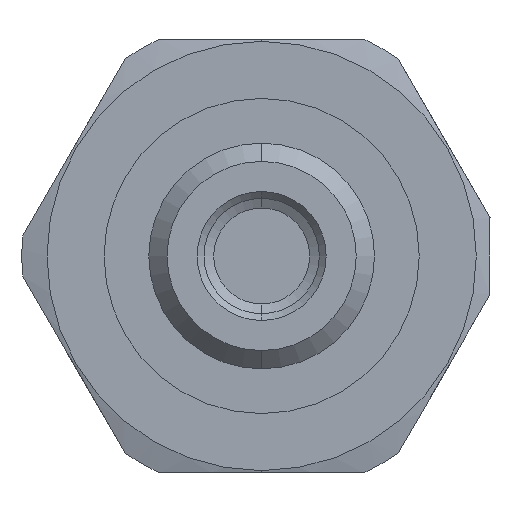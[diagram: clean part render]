
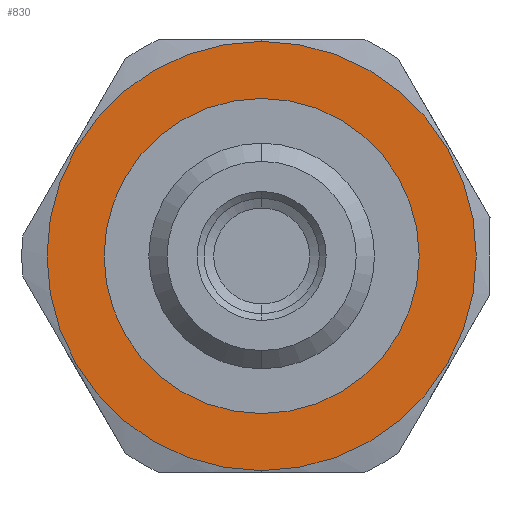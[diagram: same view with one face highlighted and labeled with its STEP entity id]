
A CAD part, front view. The second image highlights one B-rep face of the part: STEP entity #830.
In plain terms, the highlighted planar face has unit normal (0, -1, 0).
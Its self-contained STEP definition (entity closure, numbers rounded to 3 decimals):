
#830 = ADVANCED_FACE ( 'NONE', ( #11019, #2599 ), #14242, .T. ) ;
#1288 = CIRCLE ( 'NONE', #2421, 6.9 ) ;
#1393 = CARTESIAN_POINT ( 'NONE',  ( 0., 11.1, -9.4 ) ) ;
#1820 = EDGE_CURVE ( 'NONE', #9583, #7255, #1288, .T. ) ;
#1861 = CIRCLE ( 'NONE', #7262, 6.9 ) ;
#2421 = AXIS2_PLACEMENT_3D ( 'NONE', #12892, #6103, #14046 ) ;
#2545 = DIRECTION ( 'NONE',  ( 0., -1., 0. ) ) ;
#2599 = FACE_BOUND ( 'NONE', #12328, .T. ) ;
#2794 = CARTESIAN_POINT ( 'NONE',  ( 6.9, 11.1, 0. ) ) ;
#3000 = CARTESIAN_POINT ( 'NONE',  ( 0., 11.1, 6.9 ) ) ;
#3773 = EDGE_CURVE ( 'NONE', #9667, #6693, #12742, .T. ) ;
#4321 = AXIS2_PLACEMENT_3D ( 'NONE', #6683, #14633, #7800 ) ;
#5608 = DIRECTION ( 'NONE',  ( 0., -1., 0. ) ) ;
#6056 = AXIS2_PLACEMENT_3D ( 'NONE', #9423, #2545, #10570 ) ;
#6067 = EDGE_CURVE ( 'NONE', #6693, #9667, #11277, .T. ) ;
#6103 = DIRECTION ( 'NONE',  ( 0., -1., 0. ) ) ;
#6683 = CARTESIAN_POINT ( 'NONE',  ( 0., 11.1, 0. ) ) ;
#6693 = VERTEX_POINT ( 'NONE', #1393 ) ;
#7255 = VERTEX_POINT ( 'NONE', #8339 ) ;
#7262 = AXIS2_PLACEMENT_3D ( 'NONE', #12389, #5608, #13520 ) ;
#7429 = AXIS2_PLACEMENT_3D ( 'NONE', #2794, #14603, #7773 ) ;
#7477 = EDGE_LOOP ( 'NONE', ( #12074, #8585 ) ) ;
#7660 = CARTESIAN_POINT ( 'NONE',  ( 0., 11.1, 9.4 ) ) ;
#7773 = DIRECTION ( 'NONE',  ( 0., 0., -1. ) ) ;
#7800 = DIRECTION ( 'NONE',  ( 0., 0., -1. ) ) ;
#8339 = CARTESIAN_POINT ( 'NONE',  ( 0., 11.1, -6.9 ) ) ;
#8585 = ORIENTED_EDGE ( 'NONE', *, *, #6067, .T. ) ;
#9423 = CARTESIAN_POINT ( 'NONE',  ( 0., 11.1, 0. ) ) ;
#9583 = VERTEX_POINT ( 'NONE', #3000 ) ;
#9667 = VERTEX_POINT ( 'NONE', #7660 ) ;
#10012 = EDGE_CURVE ( 'NONE', #7255, #9583, #1861, .T. ) ;
#10570 = DIRECTION ( 'NONE',  ( 0., 0., -1. ) ) ;
#11019 = FACE_OUTER_BOUND ( 'NONE', #7477, .T. ) ;
#11277 = CIRCLE ( 'NONE', #4321, 9.4 ) ;
#12074 = ORIENTED_EDGE ( 'NONE', *, *, #3773, .T. ) ;
#12328 = EDGE_LOOP ( 'NONE', ( #13541, #13024 ) ) ;
#12389 = CARTESIAN_POINT ( 'NONE',  ( 0., 11.1, 0. ) ) ;
#12742 = CIRCLE ( 'NONE', #6056, 9.4 ) ;
#12892 = CARTESIAN_POINT ( 'NONE',  ( 0., 11.1, 0. ) ) ;
#13024 = ORIENTED_EDGE ( 'NONE', *, *, #1820, .F. ) ;
#13520 = DIRECTION ( 'NONE',  ( 0., 0., -1. ) ) ;
#13541 = ORIENTED_EDGE ( 'NONE', *, *, #10012, .F. ) ;
#14046 = DIRECTION ( 'NONE',  ( 0., 0., -1. ) ) ;
#14242 = PLANE ( 'NONE',  #7429 ) ;
#14603 = DIRECTION ( 'NONE',  ( 0., -1., 0. ) ) ;
#14633 = DIRECTION ( 'NONE',  ( 0., -1., 0. ) ) ;
